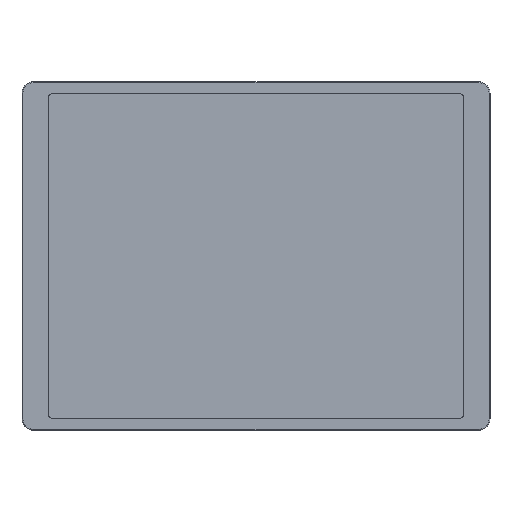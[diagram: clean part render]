
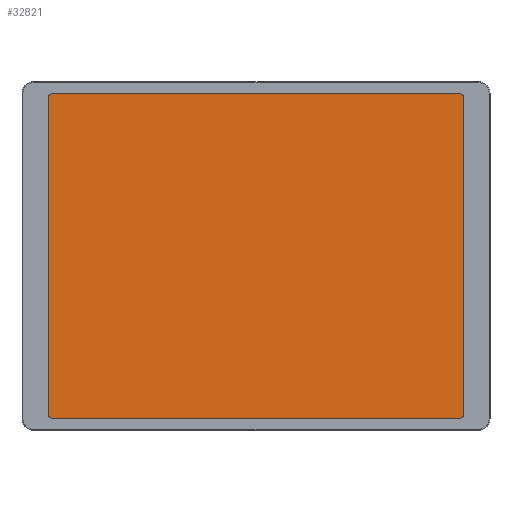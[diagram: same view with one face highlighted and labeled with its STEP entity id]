
A CAD part, top view. The second image highlights one B-rep face of the part: STEP entity #32821.
In plain terms, the highlighted planar face has unit normal (0, 0, 1).
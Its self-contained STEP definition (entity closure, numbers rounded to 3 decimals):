
#92 = CARTESIAN_POINT ( 'NONE',  ( -173.126, -136.389, 22.437 ) ) ;
#975 = CARTESIAN_POINT ( 'NONE',  ( -177.076, -136.389, 22.437 ) ) ;
#4189 = CARTESIAN_POINT ( 'NONE',  ( -177.076, 132.811, 22.437 ) ) ;
#6268 = EDGE_CURVE ( 'NONE', #77239, #70934, #39933, .T. ) ;
#7653 = EDGE_CURVE ( 'NONE', #28366, #66216, #39057, .T. ) ;
#10651 = DIRECTION ( 'NONE',  ( 1., 0., 0. ) ) ;
#12115 = CARTESIAN_POINT ( 'NONE',  ( 173.074, -136.389, 22.437 ) ) ;
#13793 = VECTOR ( 'NONE', #14027, 1000. ) ;
#13862 = EDGE_CURVE ( 'NONE', #35217, #28366, #64174, .T. ) ;
#14027 = DIRECTION ( 'NONE',  ( 1., 0., 0. ) ) ;
#15201 = AXIS2_PLACEMENT_3D ( 'NONE', #88676, #34178, #95212 ) ;
#17750 = CARTESIAN_POINT ( 'NONE',  ( -173.126, -140.339, 22.437 ) ) ;
#17974 = DIRECTION ( 'NONE',  ( 0., 1., 0. ) ) ;
#18914 = CARTESIAN_POINT ( 'NONE',  ( 163.224, 124.961, 22.437 ) ) ;
#19210 = CARTESIAN_POINT ( 'NONE',  ( -173.126, 136.761, 22.437 ) ) ;
#20322 = DIRECTION ( 'NONE',  ( 0., 0., -1. ) ) ;
#21045 = CIRCLE ( 'NONE', #29052, 3.95 ) ;
#21394 = VECTOR ( 'NONE', #17974, 1000. ) ;
#23099 = DIRECTION ( 'NONE',  ( 0., 0., -1. ) ) ;
#23368 = VERTEX_POINT ( 'NONE', #17750 ) ;
#25323 = VECTOR ( 'NONE', #73989, 1000. ) ;
#25580 = VECTOR ( 'NONE', #39142, 1000. ) ;
#25905 = PLANE ( 'NONE',  #64149 ) ;
#26134 = DIRECTION ( 'NONE',  ( 0., 0., -1. ) ) ;
#27570 = EDGE_CURVE ( 'NONE', #66216, #52230, #44464, .T. ) ;
#28366 = VERTEX_POINT ( 'NONE', #96614 ) ;
#29052 = AXIS2_PLACEMENT_3D ( 'NONE', #92, #23099, #38566 ) ;
#32821 = ADVANCED_FACE ( 'NONE', ( #94925 ), #25905, .T. ) ;
#32912 = CARTESIAN_POINT ( 'NONE',  ( -177.076, -136.389, 22.437 ) ) ;
#34178 = DIRECTION ( 'NONE',  ( 0., 0., -1. ) ) ;
#34330 = DIRECTION ( 'NONE',  ( 0., 1., 0. ) ) ;
#35128 = CIRCLE ( 'NONE', #91057, 3.95 ) ;
#35217 = VERTEX_POINT ( 'NONE', #19210 ) ;
#35302 = CARTESIAN_POINT ( 'NONE',  ( 173.074, 132.811, 22.437 ) ) ;
#38566 = DIRECTION ( 'NONE',  ( 0., -1., 0. ) ) ;
#39057 = CIRCLE ( 'NONE', #69412, 3.95 ) ;
#39142 = DIRECTION ( 'NONE',  ( -1., 0., 0. ) ) ;
#39933 = LINE ( 'NONE', #975, #21394 ) ;
#40778 = CARTESIAN_POINT ( 'NONE',  ( 177.024, 132.811, 22.437 ) ) ;
#43471 = CARTESIAN_POINT ( 'NONE',  ( 177.024, 132.811, 22.437 ) ) ;
#44464 = LINE ( 'NONE', #43471, #25323 ) ;
#47129 = CIRCLE ( 'NONE', #15201, 3.95 ) ;
#49491 = ORIENTED_EDGE ( 'NONE', *, *, #27570, .F. ) ;
#51294 = LINE ( 'NONE', #73836, #25580 ) ;
#52230 = VERTEX_POINT ( 'NONE', #57010 ) ;
#52953 = ORIENTED_EDGE ( 'NONE', *, *, #87814, .F. ) ;
#55393 = CARTESIAN_POINT ( 'NONE',  ( 173.074, -140.339, 22.437 ) ) ;
#55537 = VERTEX_POINT ( 'NONE', #55393 ) ;
#55676 = EDGE_CURVE ( 'NONE', #23368, #77239, #21045, .T. ) ;
#56911 = DIRECTION ( 'NONE',  ( 0., -1., 0. ) ) ;
#57010 = CARTESIAN_POINT ( 'NONE',  ( 177.024, -136.389, 22.437 ) ) ;
#62634 = ORIENTED_EDGE ( 'NONE', *, *, #13862, .F. ) ;
#64149 = AXIS2_PLACEMENT_3D ( 'NONE', #18914, #72391, #56911 ) ;
#64174 = LINE ( 'NONE', #82516, #13793 ) ;
#66216 = VERTEX_POINT ( 'NONE', #40778 ) ;
#67851 = ORIENTED_EDGE ( 'NONE', *, *, #55676, .F. ) ;
#68764 = ORIENTED_EDGE ( 'NONE', *, *, #6268, .F. ) ;
#69412 = AXIS2_PLACEMENT_3D ( 'NONE', #35302, #20322, #34330 ) ;
#70921 = EDGE_CURVE ( 'NONE', #70934, #35217, #47129, .T. ) ;
#70934 = VERTEX_POINT ( 'NONE', #4189 ) ;
#72391 = DIRECTION ( 'NONE',  ( 0., 0., 1. ) ) ;
#73836 = CARTESIAN_POINT ( 'NONE',  ( 173.074, -140.339, 22.437 ) ) ;
#73989 = DIRECTION ( 'NONE',  ( 0., -1., 0. ) ) ;
#74288 = ORIENTED_EDGE ( 'NONE', *, *, #7653, .F. ) ;
#77239 = VERTEX_POINT ( 'NONE', #32912 ) ;
#81061 = EDGE_LOOP ( 'NONE', ( #68764, #67851, #52953, #98355, #49491, #74288, #62634, #84960 ) ) ;
#82353 = EDGE_CURVE ( 'NONE', #52230, #55537, #35128, .T. ) ;
#82516 = CARTESIAN_POINT ( 'NONE',  ( -173.126, 136.761, 22.437 ) ) ;
#84960 = ORIENTED_EDGE ( 'NONE', *, *, #70921, .F. ) ;
#87814 = EDGE_CURVE ( 'NONE', #55537, #23368, #51294, .T. ) ;
#88676 = CARTESIAN_POINT ( 'NONE',  ( -173.126, 132.811, 22.437 ) ) ;
#91057 = AXIS2_PLACEMENT_3D ( 'NONE', #12115, #26134, #10651 ) ;
#94925 = FACE_OUTER_BOUND ( 'NONE', #81061, .T. ) ;
#95212 = DIRECTION ( 'NONE',  ( -1., 0., 0. ) ) ;
#96614 = CARTESIAN_POINT ( 'NONE',  ( 173.074, 136.761, 22.437 ) ) ;
#98355 = ORIENTED_EDGE ( 'NONE', *, *, #82353, .F. ) ;
